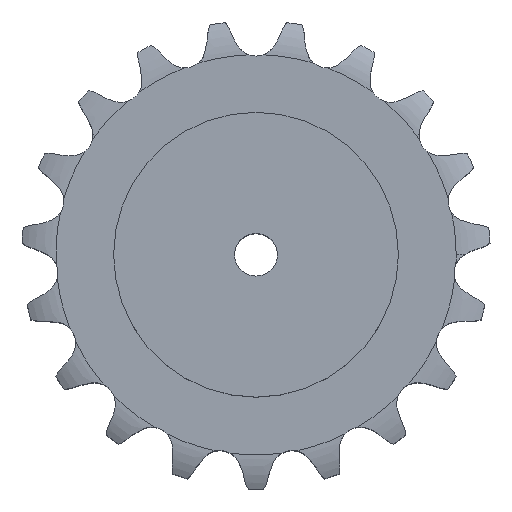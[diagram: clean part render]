
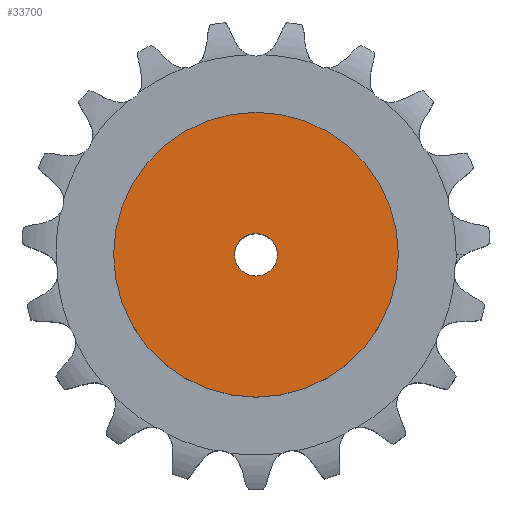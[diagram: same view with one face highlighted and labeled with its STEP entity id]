
A CAD part, top view. The second image highlights one B-rep face of the part: STEP entity #33700.
In plain terms, the highlighted planar face has unit normal (0, 0, 1).
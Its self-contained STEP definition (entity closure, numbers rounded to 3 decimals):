
#18088 = CYLINDRICAL_SURFACE('',#18089,15.);
#18089 = AXIS2_PLACEMENT_3D('',#18090,#18091,#18092);
#18090 = CARTESIAN_POINT('',(0.,0.,540.32));
#18091 = DIRECTION('',(0.,0.,1.));
#18092 = DIRECTION('',(1.,0.,0.));
#22915 = EDGE_CURVE('',#22916,#22916,#22918,.T.);
#22916 = VERTEX_POINT('',#22917);
#22917 = CARTESIAN_POINT('',(15.,0.,180.));
#22918 = SURFACE_CURVE('',#22919,(#22924,#22931),.PCURVE_S1.);
#22919 = CIRCLE('',#22920,15.);
#22920 = AXIS2_PLACEMENT_3D('',#22921,#22922,#22923);
#22921 = CARTESIAN_POINT('',(0.,0.,180.));
#22922 = DIRECTION('',(0.,0.,1.));
#22923 = DIRECTION('',(1.,0.,0.));
#22924 = PCURVE('',#18088,#22925);
#22925 = DEFINITIONAL_REPRESENTATION('',(#22926),#22930);
#22926 = LINE('',#22927,#22928);
#22927 = CARTESIAN_POINT('',(0.,-360.32));
#22928 = VECTOR('',#22929,1.);
#22929 = DIRECTION('',(1.,0.));
#22930 = ( GEOMETRIC_REPRESENTATION_CONTEXT(2) 
PARAMETRIC_REPRESENTATION_CONTEXT() REPRESENTATION_CONTEXT('2D SPACE',''
  ) );
#22931 = PCURVE('',#22932,#22937);
#22932 = PLANE('',#22933);
#22933 = AXIS2_PLACEMENT_3D('',#22934,#22935,#22936);
#22934 = CARTESIAN_POINT('',(0.,0.,180.
    ));
#22935 = DIRECTION('',(0.,0.,1.));
#22936 = DIRECTION('',(1.,0.,0.));
#22937 = DEFINITIONAL_REPRESENTATION('',(#22938),#22942);
#22938 = CIRCLE('',#22939,15.);
#22939 = AXIS2_PLACEMENT_2D('',#22940,#22941);
#22940 = CARTESIAN_POINT('',(0.,0.));
#22941 = DIRECTION('',(1.,0.));
#22942 = ( GEOMETRIC_REPRESENTATION_CONTEXT(2) 
PARAMETRIC_REPRESENTATION_CONTEXT() REPRESENTATION_CONTEXT('2D SPACE',''
  ) );
#33700 = ADVANCED_FACE('',(#33701,#33732),#22932,.T.);
#33701 = FACE_BOUND('',#33702,.T.);
#33702 = EDGE_LOOP('',(#33703));
#33703 = ORIENTED_EDGE('',*,*,#33704,.T.);
#33704 = EDGE_CURVE('',#33705,#33705,#33707,.T.);
#33705 = VERTEX_POINT('',#33706);
#33706 = CARTESIAN_POINT('',(100.,0.,180.));
#33707 = SURFACE_CURVE('',#33708,(#33713,#33720),.PCURVE_S1.);
#33708 = CIRCLE('',#33709,100.);
#33709 = AXIS2_PLACEMENT_3D('',#33710,#33711,#33712);
#33710 = CARTESIAN_POINT('',(0.,0.,180.));
#33711 = DIRECTION('',(0.,0.,1.));
#33712 = DIRECTION('',(1.,0.,0.));
#33713 = PCURVE('',#22932,#33714);
#33714 = DEFINITIONAL_REPRESENTATION('',(#33715),#33719);
#33715 = CIRCLE('',#33716,100.);
#33716 = AXIS2_PLACEMENT_2D('',#33717,#33718);
#33717 = CARTESIAN_POINT('',(0.,0.));
#33718 = DIRECTION('',(1.,0.));
#33719 = ( GEOMETRIC_REPRESENTATION_CONTEXT(2) 
PARAMETRIC_REPRESENTATION_CONTEXT() REPRESENTATION_CONTEXT('2D SPACE',''
  ) );
#33720 = PCURVE('',#33721,#33726);
#33721 = CYLINDRICAL_SURFACE('',#33722,100.);
#33722 = AXIS2_PLACEMENT_3D('',#33723,#33724,#33725);
#33723 = CARTESIAN_POINT('',(0.,0.,0.));
#33724 = DIRECTION('',(-0.,-0.,-1.));
#33725 = DIRECTION('',(1.,0.,0.));
#33726 = DEFINITIONAL_REPRESENTATION('',(#33727),#33731);
#33727 = LINE('',#33728,#33729);
#33728 = CARTESIAN_POINT('',(-0.,-180.));
#33729 = VECTOR('',#33730,1.);
#33730 = DIRECTION('',(-1.,0.));
#33731 = ( GEOMETRIC_REPRESENTATION_CONTEXT(2) 
PARAMETRIC_REPRESENTATION_CONTEXT() REPRESENTATION_CONTEXT('2D SPACE',''
  ) );
#33732 = FACE_BOUND('',#33733,.T.);
#33733 = EDGE_LOOP('',(#33734));
#33734 = ORIENTED_EDGE('',*,*,#22915,.F.);
